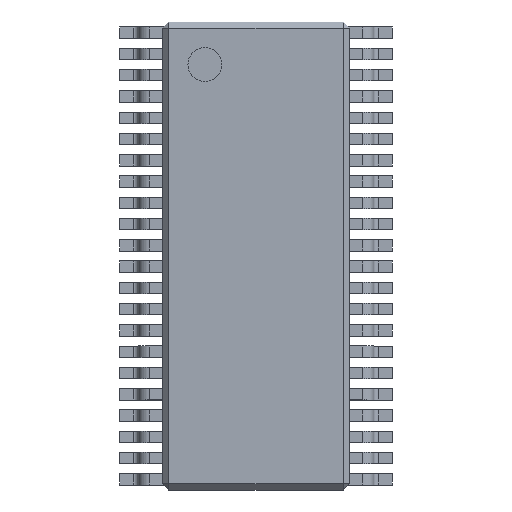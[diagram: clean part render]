
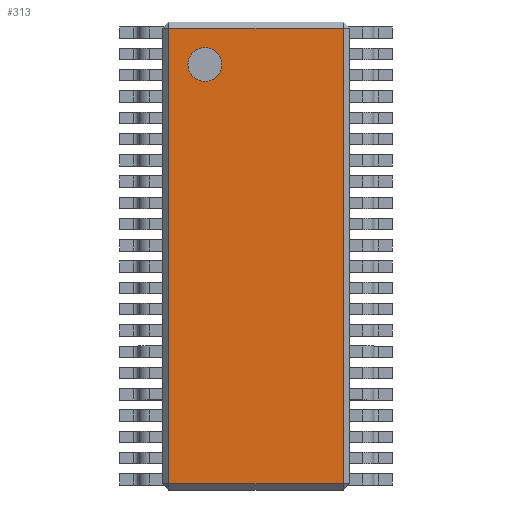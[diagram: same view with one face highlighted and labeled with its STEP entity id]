
A CAD part, top view. The second image highlights one B-rep face of the part: STEP entity #313.
In plain terms, the highlighted planar face has unit normal (0, 0, 1).
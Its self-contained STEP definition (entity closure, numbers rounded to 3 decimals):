
#13=DIRECTION('',(0.,0.,1.));
#14=DIRECTION('',(1.,0.,0.));
#107=VECTOR('',#108,1.);
#108=DIRECTION('',(0.,1.,0.));
#182=VERTEX_POINT('',#183);
#183=CARTESIAN_POINT('',(-2.05,-5.35,1.2));
#191=VERTEX_POINT('',#192);
#192=CARTESIAN_POINT('',(-2.05,5.35,1.2));
#197=ORIENTED_EDGE('',*,*,#198,.F.);
#198=EDGE_CURVE('',#182,#191,#199,.T.);
#199=LINE('',#200,#107);
#200=CARTESIAN_POINT('',(-2.05,-5.5,1.2));
#270=VECTOR('',#14,1.);
#313=ADVANCED_FACE('',(#314,#332),#341,.T.);
#314=FACE_BOUND('',#315,.T.);
#315=EDGE_LOOP('',(#197,#316,#322,#328));
#316=ORIENTED_EDGE('',*,*,#317,.T.);
#317=EDGE_CURVE('',#182,#318,#320,.T.);
#318=VERTEX_POINT('',#319);
#319=CARTESIAN_POINT('',(2.05,-5.35,1.2));
#320=LINE('',#321,#270);
#321=CARTESIAN_POINT('',(-2.2,-5.35,1.2));
#322=ORIENTED_EDGE('',*,*,#323,.T.);
#323=EDGE_CURVE('',#318,#324,#326,.T.);
#324=VERTEX_POINT('',#325);
#325=CARTESIAN_POINT('',(2.05,5.35,1.2));
#326=LINE('',#327,#107);
#327=CARTESIAN_POINT('',(2.05,-5.5,1.2));
#328=ORIENTED_EDGE('',*,*,#329,.F.);
#329=EDGE_CURVE('',#191,#324,#330,.T.);
#330=LINE('',#331,#270);
#331=CARTESIAN_POINT('',(-2.2,5.35,1.2));
#332=FACE_BOUND('',#333,.T.);
#333=EDGE_LOOP('',(#334));
#334=ORIENTED_EDGE('',*,*,#335,.F.);
#335=EDGE_CURVE('',#336,#336,#338,.T.);
#336=VERTEX_POINT('',#337);
#337=CARTESIAN_POINT('',(-0.8,4.5,1.2));
#338=CIRCLE('',#339,0.4);
#339=AXIS2_PLACEMENT_3D('',#340,#13,#14);
#340=CARTESIAN_POINT('',(-1.2,4.5,1.2));
#341=PLANE('',#342);
#342=AXIS2_PLACEMENT_3D('',#343,#13,#14);
#343=CARTESIAN_POINT('',(-2.2,-5.5,1.2));
